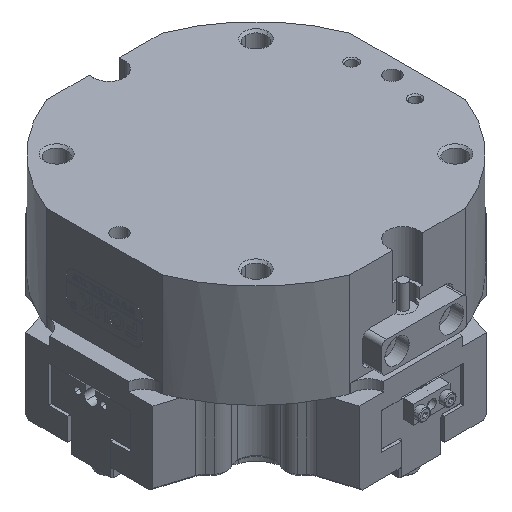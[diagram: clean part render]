
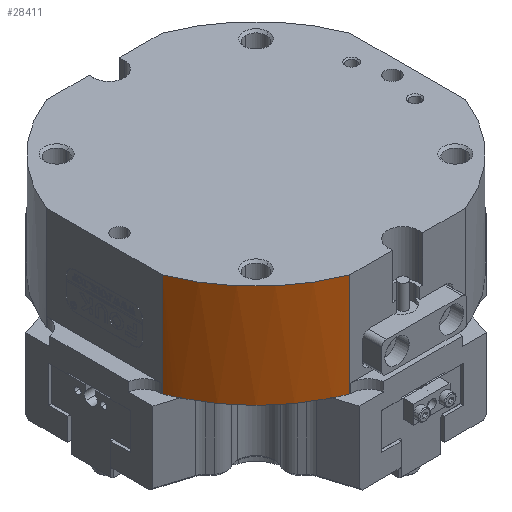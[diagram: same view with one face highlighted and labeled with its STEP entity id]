
A CAD part, isometric view. The second image highlights one B-rep face of the part: STEP entity #28411.
In plain terms, the highlighted cylindrical face has radius 53.5 mm (diameter 107 mm), a partial arc.
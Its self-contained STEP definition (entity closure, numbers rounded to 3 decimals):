
#1241 = DIRECTION ( 'NONE',  ( 0., 0., -1. ) ) ;
#1334 = CARTESIAN_POINT ( 'NONE',  ( -48.239, -23.136, 0. ) ) ;
#1501 = CARTESIAN_POINT ( 'NONE',  ( 0., 0., 0. ) ) ;
#1584 = DIRECTION ( 'NONE',  ( 0., 0., -1. ) ) ;
#2113 = CARTESIAN_POINT ( 'NONE',  ( -23.136, -48.239, 0. ) ) ;
#2952 = DIRECTION ( 'NONE',  ( 0., 0., 1. ) ) ;
#3265 = ORIENTED_EDGE ( 'NONE', *, *, #36024, .F. ) ;
#3688 = CARTESIAN_POINT ( 'NONE',  ( 0., 0., 0. ) ) ;
#3780 = AXIS2_PLACEMENT_3D ( 'NONE', #28876, #22981, #38625 ) ;
#3820 = DIRECTION ( 'NONE',  ( -1., 0., 0. ) ) ;
#4079 = EDGE_CURVE ( 'NONE', #40449, #20283, #24444, .T. ) ;
#5846 = CARTESIAN_POINT ( 'NONE',  ( 0., 0., 0. ) ) ;
#6685 = CARTESIAN_POINT ( 'NONE',  ( -19.033, -50., 34. ) ) ;
#7679 = VECTOR ( 'NONE', #27484, 1000. ) ;
#7778 = DIRECTION ( 'NONE',  ( -1., 0., 0. ) ) ;
#9283 = CARTESIAN_POINT ( 'NONE',  ( -19.033, -50., -24.5 ) ) ;
#10285 = CARTESIAN_POINT ( 'NONE',  ( -50., -19.033, 0. ) ) ;
#10633 = CIRCLE ( 'NONE', #28656, 53.5 ) ;
#14924 = EDGE_CURVE ( 'NONE', #21874, #30007, #18269, .T. ) ;
#15205 = ORIENTED_EDGE ( 'NONE', *, *, #30447, .T. ) ;
#15224 = ORIENTED_EDGE ( 'NONE', *, *, #14924, .F. ) ;
#17557 = CARTESIAN_POINT ( 'NONE',  ( 0., 0., -24.5 ) ) ;
#18269 = CIRCLE ( 'NONE', #28293, 53.5 ) ;
#18356 = VECTOR ( 'NONE', #2952, 1000. ) ;
#18791 = VERTEX_POINT ( 'NONE', #40651 ) ;
#18798 = DIRECTION ( 'NONE',  ( 0., 0., -1. ) ) ;
#19957 = EDGE_CURVE ( 'NONE', #20283, #30007, #40172, .T. ) ;
#20283 = VERTEX_POINT ( 'NONE', #29670 ) ;
#20651 = ORIENTED_EDGE ( 'NONE', *, *, #4079, .T. ) ;
#21874 = VERTEX_POINT ( 'NONE', #1334 ) ;
#22094 = DIRECTION ( 'NONE',  ( -1., 0., 0. ) ) ;
#22981 = DIRECTION ( 'NONE',  ( 0., 0., -1. ) ) ;
#23276 = DIRECTION ( 'NONE',  ( 1., 0., 0. ) ) ;
#24225 = EDGE_LOOP ( 'NONE', ( #30377, #15205, #20651, #33922, #15224, #3265 ) ) ;
#24444 = CIRCLE ( 'NONE', #3780, 53.5 ) ;
#25665 = CYLINDRICAL_SURFACE ( 'NONE', #29103, 53.5 ) ;
#25713 = DIRECTION ( 'NONE',  ( 0., 0., -1. ) ) ;
#27484 = DIRECTION ( 'NONE',  ( 0., 0., -1. ) ) ;
#27730 = CIRCLE ( 'NONE', #33315, 53.5 ) ;
#28293 = AXIS2_PLACEMENT_3D ( 'NONE', #3688, #25713, #3820 ) ;
#28411 = ADVANCED_FACE ( 'NONE', ( #36989 ), #25665, .T. ) ;
#28656 = AXIS2_PLACEMENT_3D ( 'NONE', #5846, #18798, #22094 ) ;
#28876 = CARTESIAN_POINT ( 'NONE',  ( 0., 0., 34. ) ) ;
#29103 = AXIS2_PLACEMENT_3D ( 'NONE', #17557, #1584, #7778 ) ;
#29171 = LINE ( 'NONE', #9283, #18356 ) ;
#29670 = CARTESIAN_POINT ( 'NONE',  ( -50., -19.033, 34. ) ) ;
#30007 = VERTEX_POINT ( 'NONE', #10285 ) ;
#30377 = ORIENTED_EDGE ( 'NONE', *, *, #37464, .F. ) ;
#30447 = EDGE_CURVE ( 'NONE', #18791, #40449, #29171, .T. ) ;
#33315 = AXIS2_PLACEMENT_3D ( 'NONE', #1501, #1241, #23276 ) ;
#33922 = ORIENTED_EDGE ( 'NONE', *, *, #19957, .T. ) ;
#36024 = EDGE_CURVE ( 'NONE', #40716, #21874, #27730, .T. ) ;
#36989 = FACE_OUTER_BOUND ( 'NONE', #24225, .T. ) ;
#36995 = CARTESIAN_POINT ( 'NONE',  ( -50., -19.033, -24.5 ) ) ;
#37464 = EDGE_CURVE ( 'NONE', #18791, #40716, #10633, .T. ) ;
#38625 = DIRECTION ( 'NONE',  ( -1., 0., 0. ) ) ;
#40172 = LINE ( 'NONE', #36995, #7679 ) ;
#40449 = VERTEX_POINT ( 'NONE', #6685 ) ;
#40651 = CARTESIAN_POINT ( 'NONE',  ( -19.033, -50., 0. ) ) ;
#40716 = VERTEX_POINT ( 'NONE', #2113 ) ;
